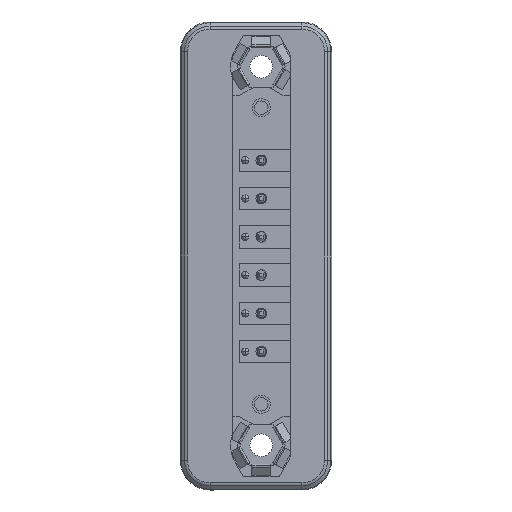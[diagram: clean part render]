
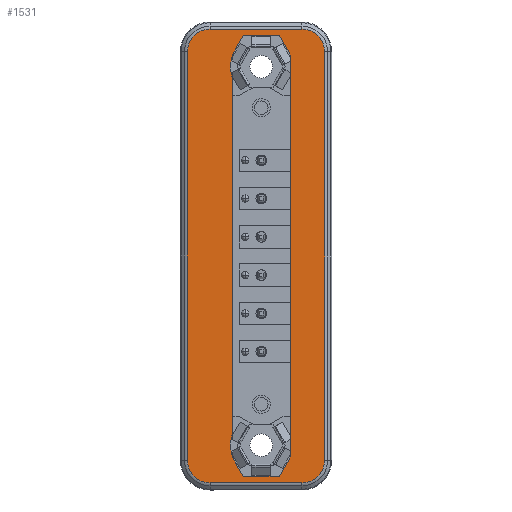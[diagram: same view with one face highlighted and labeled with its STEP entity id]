
A CAD part, front view. The second image highlights one B-rep face of the part: STEP entity #1531.
In plain terms, the highlighted planar face has unit normal (0, -1, 0).
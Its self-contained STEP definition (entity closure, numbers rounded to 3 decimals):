
#1531=ADVANCED_FACE('',(#3452,#3453),#3454,.T.);
#3452=FACE_OUTER_BOUND('',#5751,.T.);
#3453=FACE_BOUND('',#5752,.T.);
#3454=PLANE('',#5753);
#5751=EDGE_LOOP('',(#10226,#10227,#10228,#10229,#10230,#10231,#10232,#10233));
#5752=EDGE_LOOP('',(#10234,#10235,#10236,#10237,#10238,#10239,#10240,#10241,#10242,#10243,#10244,#10245));
#5753=AXIS2_PLACEMENT_3D('',#10246,#10247,#10248);
#10226=ORIENTED_EDGE('',*,*,#15104,.F.);
#10227=ORIENTED_EDGE('',*,*,#14729,.T.);
#10228=ORIENTED_EDGE('',*,*,#14202,.T.);
#10229=ORIENTED_EDGE('',*,*,#14620,.T.);
#10230=ORIENTED_EDGE('',*,*,#13796,.F.);
#10231=ORIENTED_EDGE('',*,*,#15105,.F.);
#10232=ORIENTED_EDGE('',*,*,#15106,.F.);
#10233=ORIENTED_EDGE('',*,*,#15107,.F.);
#10234=ORIENTED_EDGE('',*,*,#13519,.T.);
#10235=ORIENTED_EDGE('',*,*,#15108,.F.);
#10236=ORIENTED_EDGE('',*,*,#15109,.T.);
#10237=ORIENTED_EDGE('',*,*,#14327,.F.);
#10238=ORIENTED_EDGE('',*,*,#15110,.T.);
#10239=ORIENTED_EDGE('',*,*,#15111,.T.);
#10240=ORIENTED_EDGE('',*,*,#14891,.T.);
#10241=ORIENTED_EDGE('',*,*,#15112,.T.);
#10242=ORIENTED_EDGE('',*,*,#15113,.T.);
#10243=ORIENTED_EDGE('',*,*,#14214,.T.);
#10244=ORIENTED_EDGE('',*,*,#13753,.F.);
#10245=ORIENTED_EDGE('',*,*,#14384,.T.);
#10246=CARTESIAN_POINT('',(-4.1,5.65,-26.915));
#10247=DIRECTION('',(0.,-1.0,0.));
#10248=DIRECTION('',(0.,0.,1.0));
#13519=EDGE_CURVE('',#16134,#16135,#16136,.T.);
#13753=EDGE_CURVE('',#16552,#16547,#16554,.T.);
#13796=EDGE_CURVE('',#16623,#16625,#16626,.T.);
#14202=EDGE_CURVE('',#17268,#17269,#17270,.T.);
#14214=EDGE_CURVE('',#17285,#16547,#17289,.T.);
#14327=EDGE_CURVE('',#17447,#17448,#17449,.T.);
#14384=EDGE_CURVE('',#16552,#16134,#17538,.T.);
#14620=EDGE_CURVE('',#17269,#16625,#17882,.T.);
#14729=EDGE_CURVE('',#18038,#17268,#18039,.T.);
#14891=EDGE_CURVE('',#18264,#18265,#18266,.T.);
#15104=EDGE_CURVE('',#18038,#18556,#18557,.T.);
#15105=EDGE_CURVE('',#18558,#16623,#18559,.T.);
#15106=EDGE_CURVE('',#18560,#18558,#18561,.T.);
#15107=EDGE_CURVE('',#18556,#18560,#18562,.T.);
#15108=EDGE_CURVE('',#18563,#16135,#18564,.T.);
#15109=EDGE_CURVE('',#18563,#17448,#18565,.T.);
#15110=EDGE_CURVE('',#17447,#18566,#18567,.T.);
#15111=EDGE_CURVE('',#18566,#18264,#18568,.T.);
#15112=EDGE_CURVE('',#18265,#18569,#18570,.T.);
#15113=EDGE_CURVE('',#18569,#17285,#18571,.T.);
#16134=VERTEX_POINT('',#19782);
#16135=VERTEX_POINT('',#19783);
#16136=LINE('',#19784,#19785);
#16547=VERTEX_POINT('',#20352);
#16552=VERTEX_POINT('',#20359);
#16554=LINE('',#20362,#20363);
#16623=VERTEX_POINT('',#20456);
#16625=VERTEX_POINT('',#20459);
#16626=LINE('',#20460,#20461);
#17268=VERTEX_POINT('',#21361);
#17269=VERTEX_POINT('',#21362);
#17270=LINE('',#21363,#21364);
#17285=VERTEX_POINT('',#21386);
#17289=LINE('',#21392,#21393);
#17447=VERTEX_POINT('',#21638);
#17448=VERTEX_POINT('',#21639);
#17449=LINE('',#21640,#21641);
#17538=CIRCLE('',#21760,4.1);
#17882=CIRCLE('',#22250,3.0);
#18038=VERTEX_POINT('',#22474);
#18039=CIRCLE('',#22475,3.0);
#18264=VERTEX_POINT('',#22812);
#18265=VERTEX_POINT('',#22813);
#18266=LINE('',#22814,#22815);
#18556=VERTEX_POINT('',#23211);
#18557=LINE('',#23212,#23213);
#18558=VERTEX_POINT('',#23214);
#18559=CIRCLE('',#23215,3.0);
#18560=VERTEX_POINT('',#23216);
#18561=LINE('',#23217,#23218);
#18562=CIRCLE('',#23219,3.0);
#18563=VERTEX_POINT('',#23220);
#18564=CIRCLE('',#23221,4.1);
#18565=LINE('',#23222,#23223);
#18566=VERTEX_POINT('',#23224);
#18567=LINE('',#23225,#23226);
#18568=LINE('',#23227,#23228);
#18569=VERTEX_POINT('',#23229);
#18570=LINE('',#23230,#23231);
#18571=LINE('',#23232,#23233);
#19782=CARTESIAN_POINT('',(-3.8,5.65,-36.281));
#19783=CARTESIAN_POINT('',(-3.8,5.65,10.881));
#19784=CARTESIAN_POINT('',(-3.8,5.65,-20.32));
#19785=VECTOR('',#24577,1.0);
#20352=CARTESIAN_POINT('',(-3.8,5.65,-39.498));
#20359=CARTESIAN_POINT('',(-3.8,5.65,-39.359));
#20362=CARTESIAN_POINT('',(-3.8,5.65,-20.32));
#20363=VECTOR('',#24872,1.0);
#20456=CARTESIAN_POINT('',(8.4,5.65,14.42));
#20459=CARTESIAN_POINT('',(8.4,5.65,-39.82));
#20460=CARTESIAN_POINT('',(8.4,5.65,-20.32));
#20461=VECTOR('',#24922,1.0);
#21361=CARTESIAN_POINT('',(-6.8,5.65,-42.82));
#21362=CARTESIAN_POINT('',(5.4,5.65,-42.82));
#21363=CARTESIAN_POINT('',(41.643,5.65,-42.82));
#21364=VECTOR('',#25388,1.0);
#21386=CARTESIAN_POINT('',(-2.384,5.65,-41.95));
#21392=CARTESIAN_POINT('',(-14.873,5.65,-20.32));
#21393=VECTOR('',#25398,1.0);
#21638=CARTESIAN_POINT('',(-2.384,5.65,16.55));
#21639=CARTESIAN_POINT('',(-3.8,5.65,14.098));
#21640=CARTESIAN_POINT('',(-11.94,5.65,0.));
#21641=VECTOR('',#25510,1.0);
#21760=AXIS2_PLACEMENT_3D('',#25577,#25578,#25579);
#22250=AXIS2_PLACEMENT_3D('',#25867,#25868,#25869);
#22474=CARTESIAN_POINT('',(-9.8,5.65,-39.82));
#22475=AXIS2_PLACEMENT_3D('',#25989,#25990,#25991);
#22812=CARTESIAN_POINT('',(3.87,5.65,13.977));
#22813=CARTESIAN_POINT('',(3.87,5.65,-39.377));
#22814=CARTESIAN_POINT('',(3.87,5.65,-20.32));
#22815=VECTOR('',#26176,1.0);
#23211=CARTESIAN_POINT('',(-9.8,5.65,14.42));
#23212=CARTESIAN_POINT('',(-9.8,5.65,-20.32));
#23213=VECTOR('',#26448,1.0);
#23214=CARTESIAN_POINT('',(5.4,5.65,17.42));
#23215=AXIS2_PLACEMENT_3D('',#26449,#26450,#26451);
#23216=CARTESIAN_POINT('',(-6.8,5.65,17.42));
#23217=CARTESIAN_POINT('',(41.643,5.65,17.42));
#23218=VECTOR('',#26452,1.0);
#23219=AXIS2_PLACEMENT_3D('',#26453,#26454,#26455);
#23220=CARTESIAN_POINT('',(-3.8,5.65,13.959));
#23221=AXIS2_PLACEMENT_3D('',#26456,#26457,#26458);
#23222=CARTESIAN_POINT('',(-3.8,5.65,0.));
#23223=VECTOR('',#26459,1.0);
#23224=CARTESIAN_POINT('',(2.384,5.65,16.55));
#23225=CARTESIAN_POINT('',(41.643,5.65,16.55));
#23226=VECTOR('',#26460,1.0);
#23227=CARTESIAN_POINT('',(11.94,5.65,0.));
#23228=VECTOR('',#26461,1.0);
#23229=CARTESIAN_POINT('',(2.384,5.65,-41.95));
#23230=CARTESIAN_POINT('',(14.873,5.65,-20.32));
#23231=VECTOR('',#26462,1.0);
#23232=CARTESIAN_POINT('',(41.643,5.65,-41.95));
#23233=VECTOR('',#26463,1.0);
#24577=DIRECTION('',(0.,0.,1.0));
#24872=DIRECTION('',(0.,0.,-1.0));
#24922=DIRECTION('',(0.,0.,-1.0));
#25388=DIRECTION('',(1.0,0.,0.));
#25398=DIRECTION('',(-0.5,0.,0.866));
#25510=DIRECTION('',(-0.5,0.,-0.866));
#25577=CARTESIAN_POINT('',(0.,5.65,-37.82));
#25578=DIRECTION('',(0.,1.0,0.));
#25579=DIRECTION('',(0.,0.,-1.0));
#25867=CARTESIAN_POINT('',(5.4,5.65,-39.82));
#25868=DIRECTION('',(0.,-1.0,0.));
#25869=DIRECTION('',(1.0,0.,0.));
#25989=CARTESIAN_POINT('',(-6.8,5.65,-39.82));
#25990=DIRECTION('',(0.,-1.0,0.));
#25991=DIRECTION('',(1.0,0.,0.));
#26176=DIRECTION('',(0.,0.,-1.0));
#26448=DIRECTION('',(0.,0.,1.0));
#26449=CARTESIAN_POINT('',(5.4,5.65,14.42));
#26450=DIRECTION('',(0.,1.0,0.));
#26451=DIRECTION('',(1.0,0.,0.));
#26452=DIRECTION('',(1.0,0.,0.));
#26453=CARTESIAN_POINT('',(-6.8,5.65,14.42));
#26454=DIRECTION('',(0.,1.0,0.));
#26455=DIRECTION('',(1.0,0.,0.));
#26456=CARTESIAN_POINT('',(0.,5.65,12.42));
#26457=DIRECTION('',(0.,-1.0,0.));
#26458=DIRECTION('',(0.,0.,1.0));
#26459=DIRECTION('',(0.,0.,1.0));
#26460=DIRECTION('',(1.0,0.,0.));
#26461=DIRECTION('',(0.5,0.,-0.866));
#26462=DIRECTION('',(-0.5,0.,-0.866));
#26463=DIRECTION('',(-1.0,0.,0.));
